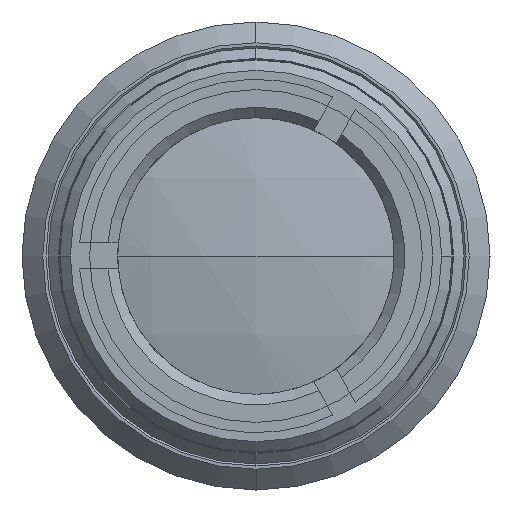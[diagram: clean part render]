
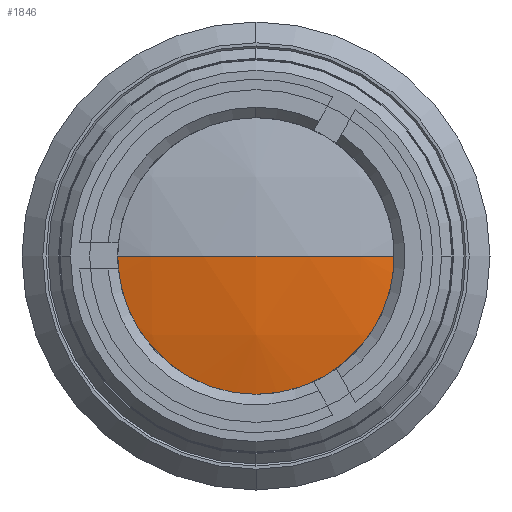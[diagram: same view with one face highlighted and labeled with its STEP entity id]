
A CAD part, left-side view. The second image highlights one B-rep face of the part: STEP entity #1846.
In plain terms, the highlighted spherical face has radius 57.68 mm.
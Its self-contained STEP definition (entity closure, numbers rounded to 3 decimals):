
#281 = DIRECTION ( 'NONE',  ( 0., 0., -1. ) ) ;
#449 = CARTESIAN_POINT ( 'NONE',  ( 3.745, 0., 0. ) ) ;
#571 = CARTESIAN_POINT ( 'NONE',  ( -53.935, 0., 0. ) ) ;
#630 = VERTEX_POINT ( 'NONE', #3980 ) ;
#663 = FACE_OUTER_BOUND ( 'NONE', #4341, .T. ) ;
#722 = CIRCLE ( 'NONE', #2429, 15. ) ;
#815 = DIRECTION ( 'NONE',  ( 0., -1., 0. ) ) ;
#853 = CIRCLE ( 'NONE', #2145, 57.68 ) ;
#1135 = DIRECTION ( 'NONE',  ( 0., 0., -1. ) ) ;
#1436 = CARTESIAN_POINT ( 'NONE',  ( -51.95, 0., 0. ) ) ;
#1466 = CARTESIAN_POINT ( 'NONE',  ( 3.745, 0., 0. ) ) ;
#1719 = CIRCLE ( 'NONE', #2212, 57.68 ) ;
#1778 = DIRECTION ( 'NONE',  ( 0., 0., 1. ) ) ;
#1846 = ADVANCED_FACE ( 'NONE', ( #663 ), #2097, .T. ) ;
#2097 = SPHERICAL_SURFACE ( 'NONE', #4142, 57.68 ) ;
#2145 = AXIS2_PLACEMENT_3D ( 'NONE', #449, #3243, #815 ) ;
#2212 = AXIS2_PLACEMENT_3D ( 'NONE', #2537, #281, #3014 ) ;
#2257 = VERTEX_POINT ( 'NONE', #5275 ) ;
#2429 = AXIS2_PLACEMENT_3D ( 'NONE', #1436, #4552, #1778 ) ;
#2537 = CARTESIAN_POINT ( 'NONE',  ( 3.745, 0., 0. ) ) ;
#3014 = DIRECTION ( 'NONE',  ( 0., 1., 0. ) ) ;
#3243 = DIRECTION ( 'NONE',  ( 0., 0., 1. ) ) ;
#3498 = VERTEX_POINT ( 'NONE', #571 ) ;
#3980 = CARTESIAN_POINT ( 'NONE',  ( -51.95, 15., 0. ) ) ;
#4075 = ORIENTED_EDGE ( 'NONE', *, *, #4790, .T. ) ;
#4139 = DIRECTION ( 'NONE',  ( 0., 1., 0. ) ) ;
#4142 = AXIS2_PLACEMENT_3D ( 'NONE', #1466, #1135, #4139 ) ;
#4341 = EDGE_LOOP ( 'NONE', ( #4075, #5308, #5024 ) ) ;
#4552 = DIRECTION ( 'NONE',  ( -1., 0., 0. ) ) ;
#4790 = EDGE_CURVE ( 'NONE', #630, #2257, #722, .T. ) ;
#5024 = ORIENTED_EDGE ( 'NONE', *, *, #5155, .F. ) ;
#5098 = EDGE_CURVE ( 'NONE', #2257, #3498, #1719, .T. ) ;
#5155 = EDGE_CURVE ( 'NONE', #630, #3498, #853, .T. ) ;
#5275 = CARTESIAN_POINT ( 'NONE',  ( -51.95, -15., 0. ) ) ;
#5308 = ORIENTED_EDGE ( 'NONE', *, *, #5098, .T. ) ;
